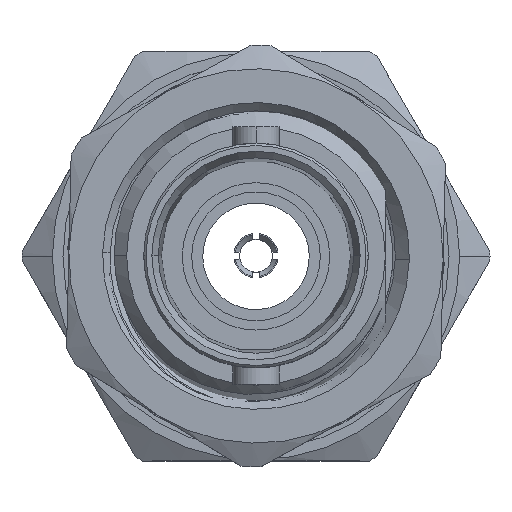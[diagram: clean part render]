
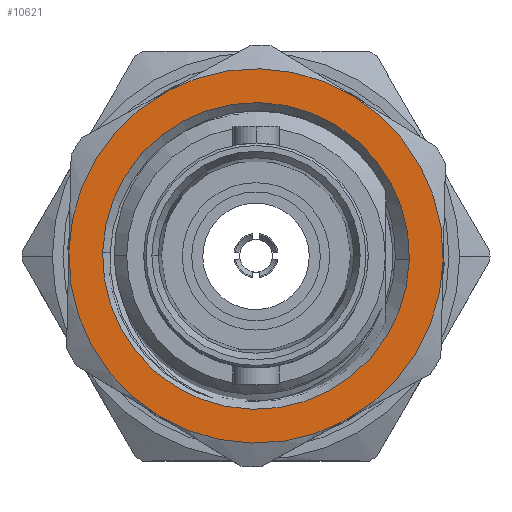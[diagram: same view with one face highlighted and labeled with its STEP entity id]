
A CAD part, top view. The second image highlights one B-rep face of the part: STEP entity #10621.
In plain terms, the highlighted planar face has unit normal (0, 0, 1).
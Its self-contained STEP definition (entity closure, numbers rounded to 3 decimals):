
#117 = CIRCLE ( 'NONE', #7904, 8. ) ;
#197 = CARTESIAN_POINT ( 'NONE',  ( 0., 0., 10.728 ) ) ;
#269 = CARTESIAN_POINT ( 'NONE',  ( 0., 0., 10.728 ) ) ;
#341 = ORIENTED_EDGE ( 'NONE', *, *, #10341, .F. ) ;
#484 = EDGE_CURVE ( 'NONE', #9586, #8243, #6047, .T. ) ;
#656 = CARTESIAN_POINT ( 'NONE',  ( 3.836, -7.021, 10.728 ) ) ;
#908 = CARTESIAN_POINT ( 'NONE',  ( -3.836, 7.021, 10.728 ) ) ;
#1035 = FACE_BOUND ( 'NONE', #7011, .T. ) ;
#1064 = CARTESIAN_POINT ( 'NONE',  ( -7.998, 0.189, 10.728 ) ) ;
#1220 = DIRECTION ( 'NONE',  ( -1., 0.024, 0. ) ) ;
#1233 = CIRCLE ( 'NONE', #1874, 8. ) ;
#1264 = EDGE_CURVE ( 'NONE', #4624, #9586, #5734, .T. ) ;
#1544 = CARTESIAN_POINT ( 'NONE',  ( -4.162, -6.832, 10.728 ) ) ;
#1561 = VERTEX_POINT ( 'NONE', #1544 ) ;
#1575 = DIRECTION ( 'NONE',  ( -1., 0.024, 0. ) ) ;
#1763 = VERTEX_POINT ( 'NONE', #12099 ) ;
#1874 = AXIS2_PLACEMENT_3D ( 'NONE', #3527, #7651, #3312 ) ;
#2347 = DIRECTION ( 'NONE',  ( -1., 0.024, 0. ) ) ;
#2891 = ORIENTED_EDGE ( 'NONE', *, *, #11816, .F. ) ;
#2957 = DIRECTION ( 'NONE',  ( 0., 0., -1. ) ) ;
#3143 = DIRECTION ( 'NONE',  ( -1., 0.024, 0. ) ) ;
#3254 = DIRECTION ( 'NONE',  ( 0., 0., -1. ) ) ;
#3312 = DIRECTION ( 'NONE',  ( -1., 0.024, 0. ) ) ;
#3322 = FACE_OUTER_BOUND ( 'NONE', #4542, .T. ) ;
#3527 = CARTESIAN_POINT ( 'NONE',  ( 0., 0., 10.728 ) ) ;
#3668 = DIRECTION ( 'NONE',  ( 0., 0., -1. ) ) ;
#3804 = AXIS2_PLACEMENT_3D ( 'NONE', #10820, #3668, #1575 ) ;
#4469 = DIRECTION ( 'NONE',  ( 0., 0., -1. ) ) ;
#4483 = CIRCLE ( 'NONE', #6196, 6.555 ) ;
#4542 = EDGE_LOOP ( 'NONE', ( #10077, #12410, #2891, #7958, #341, #11959 ) ) ;
#4588 = CARTESIAN_POINT ( 'NONE',  ( -6.553, 0.154, 10.728 ) ) ;
#4624 = VERTEX_POINT ( 'NONE', #1064 ) ;
#4914 = CARTESIAN_POINT ( 'NONE',  ( 0., 0., 10.728 ) ) ;
#5014 = DIRECTION ( 'NONE',  ( 0., 0., -1. ) ) ;
#5236 = EDGE_CURVE ( 'NONE', #7319, #7715, #13112, .T. ) ;
#5331 = CARTESIAN_POINT ( 'NONE',  ( 0., 0., 10.728 ) ) ;
#5734 = CIRCLE ( 'NONE', #3804, 8. ) ;
#6047 = CIRCLE ( 'NONE', #7793, 8. ) ;
#6196 = AXIS2_PLACEMENT_3D ( 'NONE', #197, #6696, #2347 ) ;
#6303 = ORIENTED_EDGE ( 'NONE', *, *, #7669, .T. ) ;
#6423 = DIRECTION ( 'NONE',  ( 0., 0., -1. ) ) ;
#6696 = DIRECTION ( 'NONE',  ( 0., 0., -1. ) ) ;
#7011 = EDGE_LOOP ( 'NONE', ( #7868, #6303 ) ) ;
#7216 = AXIS2_PLACEMENT_3D ( 'NONE', #4914, #3254, #9198 ) ;
#7319 = VERTEX_POINT ( 'NONE', #9307 ) ;
#7502 = EDGE_CURVE ( 'NONE', #1561, #4624, #1233, .T. ) ;
#7651 = DIRECTION ( 'NONE',  ( 0., 0., -1. ) ) ;
#7669 = EDGE_CURVE ( 'NONE', #7715, #7319, #4483, .T. ) ;
#7715 = VERTEX_POINT ( 'NONE', #4588 ) ;
#7793 = AXIS2_PLACEMENT_3D ( 'NONE', #5331, #6423, #1220 ) ;
#7868 = ORIENTED_EDGE ( 'NONE', *, *, #5236, .T. ) ;
#7904 = AXIS2_PLACEMENT_3D ( 'NONE', #12366, #2957, #3143 ) ;
#7910 = CARTESIAN_POINT ( 'NONE',  ( 0., 0., 10.728 ) ) ;
#7958 = ORIENTED_EDGE ( 'NONE', *, *, #12125, .F. ) ;
#8243 = VERTEX_POINT ( 'NONE', #8478 ) ;
#8478 = CARTESIAN_POINT ( 'NONE',  ( 4.162, 6.832, 10.728 ) ) ;
#9131 = DIRECTION ( 'NONE',  ( -1., 0.024, 0. ) ) ;
#9177 = AXIS2_PLACEMENT_3D ( 'NONE', #11143, #5014, #9131 ) ;
#9198 = DIRECTION ( 'NONE',  ( -1., 0.024, 0. ) ) ;
#9307 = CARTESIAN_POINT ( 'NONE',  ( 6.553, -0.154, 10.728 ) ) ;
#9466 = AXIS2_PLACEMENT_3D ( 'NONE', #7910, #11905, #10984 ) ;
#9586 = VERTEX_POINT ( 'NONE', #908 ) ;
#10077 = ORIENTED_EDGE ( 'NONE', *, *, #1264, .F. ) ;
#10341 = EDGE_CURVE ( 'NONE', #8243, #1763, #117, .T. ) ;
#10403 = PLANE ( 'NONE',  #7216 ) ;
#10568 = VERTEX_POINT ( 'NONE', #656 ) ;
#10621 = ADVANCED_FACE ( 'NONE', ( #1035, #3322 ), #10403, .F. ) ;
#10820 = CARTESIAN_POINT ( 'NONE',  ( 0., 0., 10.728 ) ) ;
#10984 = DIRECTION ( 'NONE',  ( -1., 0.024, 0. ) ) ;
#11143 = CARTESIAN_POINT ( 'NONE',  ( 0., 0., 10.728 ) ) ;
#11268 = CIRCLE ( 'NONE', #12978, 8. ) ;
#11507 = DIRECTION ( 'NONE',  ( -1., 0.024, 0. ) ) ;
#11816 = EDGE_CURVE ( 'NONE', #10568, #1561, #12375, .T. ) ;
#11905 = DIRECTION ( 'NONE',  ( 0., 0., -1. ) ) ;
#11959 = ORIENTED_EDGE ( 'NONE', *, *, #484, .F. ) ;
#12099 = CARTESIAN_POINT ( 'NONE',  ( 7.998, -0.189, 10.728 ) ) ;
#12125 = EDGE_CURVE ( 'NONE', #1763, #10568, #11268, .T. ) ;
#12366 = CARTESIAN_POINT ( 'NONE',  ( 0., 0., 10.728 ) ) ;
#12375 = CIRCLE ( 'NONE', #9177, 8. ) ;
#12410 = ORIENTED_EDGE ( 'NONE', *, *, #7502, .F. ) ;
#12978 = AXIS2_PLACEMENT_3D ( 'NONE', #269, #4469, #11507 ) ;
#13112 = CIRCLE ( 'NONE', #9466, 6.555 ) ;
